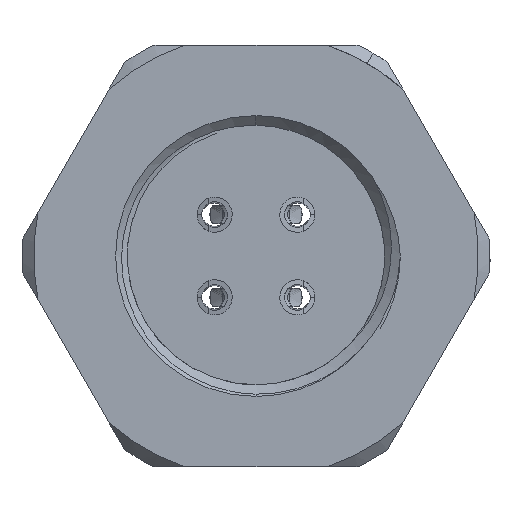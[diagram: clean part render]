
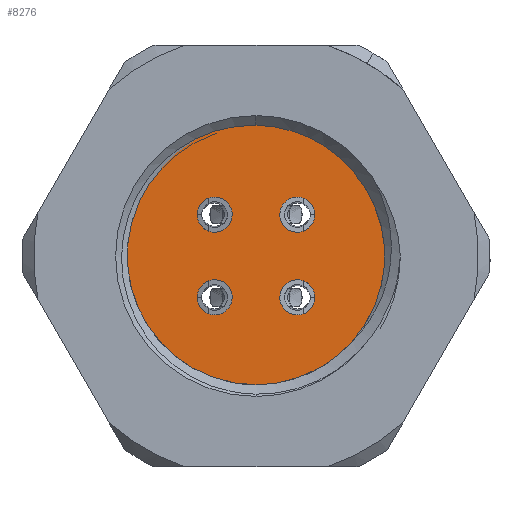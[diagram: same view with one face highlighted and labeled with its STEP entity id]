
A CAD part, left-side view. The second image highlights one B-rep face of the part: STEP entity #8276.
In plain terms, the highlighted face is planar.
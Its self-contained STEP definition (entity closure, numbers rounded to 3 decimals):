
#99 = VERTEX_POINT ( 'NONE', #19563 ) ;
#142 = ORIENTED_EDGE ( 'NONE', *, *, #17372, .T. ) ;
#498 = CARTESIAN_POINT ( 'NONE',  ( 9.35, 1.768, 1.768 ) ) ;
#592 = CARTESIAN_POINT ( 'NONE',  ( 9.35, -1.768, 1.018 ) ) ;
#1006 = ORIENTED_EDGE ( 'NONE', *, *, #12481, .F. ) ;
#1122 = EDGE_LOOP ( 'NONE', ( #18194, #5194 ) ) ;
#1229 = AXIS2_PLACEMENT_3D ( 'NONE', #498, #23786, #21656 ) ;
#1491 = CARTESIAN_POINT ( 'NONE',  ( 9.35, 1.768, -1.768 ) ) ;
#1558 = VERTEX_POINT ( 'NONE', #24627 ) ;
#1883 = FACE_BOUND ( 'NONE', #8172, .T. ) ;
#2008 = ORIENTED_EDGE ( 'NONE', *, *, #22190, .F. ) ;
#2018 = CARTESIAN_POINT ( 'NONE',  ( 9.35, 0., -6. ) ) ;
#2093 = CIRCLE ( 'NONE', #18077, 0.75 ) ;
#2156 = CARTESIAN_POINT ( 'NONE',  ( 9.35, 1.768, 2.518 ) ) ;
#2172 = EDGE_CURVE ( 'NONE', #12944, #99, #9250, .T. ) ;
#2185 = DIRECTION ( 'NONE',  ( -1., 0., 0. ) ) ;
#3262 = CARTESIAN_POINT ( 'NONE',  ( 9.35, 1.768, -1.768 ) ) ;
#3454 = DIRECTION ( 'NONE',  ( 0., 0., -1. ) ) ;
#3567 = CIRCLE ( 'NONE', #17493, 0.75 ) ;
#3602 = DIRECTION ( 'NONE',  ( 0., 0., -1. ) ) ;
#3822 = DIRECTION ( 'NONE',  ( 0., 0., -1. ) ) ;
#4151 = CARTESIAN_POINT ( 'NONE',  ( 9.35, 4.5, 0. ) ) ;
#4152 = DIRECTION ( 'NONE',  ( 1., 0., 0. ) ) ;
#4782 = CARTESIAN_POINT ( 'NONE',  ( 9.35, 1.768, 1.768 ) ) ;
#4837 = AXIS2_PLACEMENT_3D ( 'NONE', #21550, #23349, #21385 ) ;
#5042 = DIRECTION ( 'NONE',  ( 0., 0., -1. ) ) ;
#5194 = ORIENTED_EDGE ( 'NONE', *, *, #17338, .F. ) ;
#6228 = EDGE_LOOP ( 'NONE', ( #142, #7221 ) ) ;
#6234 = VERTEX_POINT ( 'NONE', #9479 ) ;
#6380 = VERTEX_POINT ( 'NONE', #2156 ) ;
#6835 = CIRCLE ( 'NONE', #1229, 0.75 ) ;
#7221 = ORIENTED_EDGE ( 'NONE', *, *, #22701, .T. ) ;
#7428 = VERTEX_POINT ( 'NONE', #21067 ) ;
#7445 = AXIS2_PLACEMENT_3D ( 'NONE', #16802, #12841, #5042 ) ;
#7545 = CIRCLE ( 'NONE', #13152, 6. ) ;
#7761 = CIRCLE ( 'NONE', #24604, 0.75 ) ;
#8172 = EDGE_LOOP ( 'NONE', ( #17157, #25181 ) ) ;
#8276 = ADVANCED_FACE ( 'NONE', ( #1883, #22073, #10997, #17147, #16848 ), #19772, .F. ) ;
#8384 = VERTEX_POINT ( 'NONE', #2018 ) ;
#8676 = DIRECTION ( 'NONE',  ( 1., 0., 0. ) ) ;
#8971 = EDGE_LOOP ( 'NONE', ( #12287, #23281 ) ) ;
#9250 = CIRCLE ( 'NONE', #15451, 0.75 ) ;
#9373 = DIRECTION ( 'NONE',  ( 1., 0., 0. ) ) ;
#9479 = CARTESIAN_POINT ( 'NONE',  ( 9.35, 0., 6. ) ) ;
#9533 = CARTESIAN_POINT ( 'NONE',  ( 9.35, -1.768, 1.768 ) ) ;
#9844 = DIRECTION ( 'NONE',  ( 0., 0., 1. ) ) ;
#10369 = VERTEX_POINT ( 'NONE', #22167 ) ;
#10794 = EDGE_CURVE ( 'NONE', #10369, #11854, #22321, .T. ) ;
#10838 = CIRCLE ( 'NONE', #24943, 0.75 ) ;
#10997 = FACE_BOUND ( 'NONE', #1122, .T. ) ;
#11228 = DIRECTION ( 'NONE',  ( 0., 0., -1. ) ) ;
#11631 = DIRECTION ( 'NONE',  ( 1., 0., 0. ) ) ;
#11854 = VERTEX_POINT ( 'NONE', #15510 ) ;
#12287 = ORIENTED_EDGE ( 'NONE', *, *, #19253, .F. ) ;
#12481 = EDGE_CURVE ( 'NONE', #7428, #16257, #2093, .T. ) ;
#12841 = DIRECTION ( 'NONE',  ( 1., 0., 0. ) ) ;
#12944 = VERTEX_POINT ( 'NONE', #592 ) ;
#13048 = EDGE_LOOP ( 'NONE', ( #1006, #2008 ) ) ;
#13152 = AXIS2_PLACEMENT_3D ( 'NONE', #15508, #4152, #3822 ) ;
#13301 = DIRECTION ( 'NONE',  ( 1., 0., 0. ) ) ;
#13784 = DIRECTION ( 'NONE',  ( 0., 0., -1. ) ) ;
#14291 = DIRECTION ( 'NONE',  ( 1., 0., 0. ) ) ;
#14413 = DIRECTION ( 'NONE',  ( 0., 0., -1. ) ) ;
#15144 = DIRECTION ( 'NONE',  ( 1., 0., 0. ) ) ;
#15451 = AXIS2_PLACEMENT_3D ( 'NONE', #17640, #11631, #13784 ) ;
#15508 = CARTESIAN_POINT ( 'NONE',  ( 9.35, 0., 0. ) ) ;
#15510 = CARTESIAN_POINT ( 'NONE',  ( 9.35, 1.768, -1.018 ) ) ;
#16257 = VERTEX_POINT ( 'NONE', #16559 ) ;
#16559 = CARTESIAN_POINT ( 'NONE',  ( 9.35, -1.768, -1.018 ) ) ;
#16802 = CARTESIAN_POINT ( 'NONE',  ( 9.35, -1.768, -1.768 ) ) ;
#16848 = FACE_OUTER_BOUND ( 'NONE', #6228, .T. ) ;
#17147 = FACE_BOUND ( 'NONE', #8971, .T. ) ;
#17157 = ORIENTED_EDGE ( 'NONE', *, *, #2172, .F. ) ;
#17338 = EDGE_CURVE ( 'NONE', #11854, #10369, #10838, .T. ) ;
#17372 = EDGE_CURVE ( 'NONE', #8384, #6234, #18509, .T. ) ;
#17493 = AXIS2_PLACEMENT_3D ( 'NONE', #4782, #8676, #14413 ) ;
#17640 = CARTESIAN_POINT ( 'NONE',  ( 9.35, -1.768, 1.768 ) ) ;
#18077 = AXIS2_PLACEMENT_3D ( 'NONE', #18296, #14291, #20193 ) ;
#18194 = ORIENTED_EDGE ( 'NONE', *, *, #10794, .F. ) ;
#18296 = CARTESIAN_POINT ( 'NONE',  ( 9.35, -1.768, -1.768 ) ) ;
#18509 = CIRCLE ( 'NONE', #4837, 6. ) ;
#18673 = EDGE_CURVE ( 'NONE', #99, #12944, #7761, .T. ) ;
#19253 = EDGE_CURVE ( 'NONE', #1558, #6380, #6835, .T. ) ;
#19563 = CARTESIAN_POINT ( 'NONE',  ( 9.35, -1.768, 2.518 ) ) ;
#19772 = PLANE ( 'NONE',  #20491 ) ;
#20193 = DIRECTION ( 'NONE',  ( 0., 0., -1. ) ) ;
#20491 = AXIS2_PLACEMENT_3D ( 'NONE', #4151, #2185, #9844 ) ;
#21067 = CARTESIAN_POINT ( 'NONE',  ( 9.35, -1.768, -2.518 ) ) ;
#21385 = DIRECTION ( 'NONE',  ( 0., 0., -1. ) ) ;
#21550 = CARTESIAN_POINT ( 'NONE',  ( 9.35, 0., 0. ) ) ;
#21656 = DIRECTION ( 'NONE',  ( 0., 0., -1. ) ) ;
#21971 = CIRCLE ( 'NONE', #7445, 0.75 ) ;
#22073 = FACE_BOUND ( 'NONE', #13048, .T. ) ;
#22167 = CARTESIAN_POINT ( 'NONE',  ( 9.35, 1.768, -2.518 ) ) ;
#22190 = EDGE_CURVE ( 'NONE', #16257, #7428, #21971, .T. ) ;
#22321 = CIRCLE ( 'NONE', #24738, 0.75 ) ;
#22701 = EDGE_CURVE ( 'NONE', #6234, #8384, #7545, .T. ) ;
#23281 = ORIENTED_EDGE ( 'NONE', *, *, #25045, .F. ) ;
#23349 = DIRECTION ( 'NONE',  ( 1., 0., 0. ) ) ;
#23786 = DIRECTION ( 'NONE',  ( 1., 0., 0. ) ) ;
#24604 = AXIS2_PLACEMENT_3D ( 'NONE', #9533, #13301, #3602 ) ;
#24627 = CARTESIAN_POINT ( 'NONE',  ( 9.35, 1.768, 1.018 ) ) ;
#24738 = AXIS2_PLACEMENT_3D ( 'NONE', #3262, #9373, #11228 ) ;
#24943 = AXIS2_PLACEMENT_3D ( 'NONE', #1491, #15144, #3454 ) ;
#25045 = EDGE_CURVE ( 'NONE', #6380, #1558, #3567, .T. ) ;
#25181 = ORIENTED_EDGE ( 'NONE', *, *, #18673, .F. ) ;
